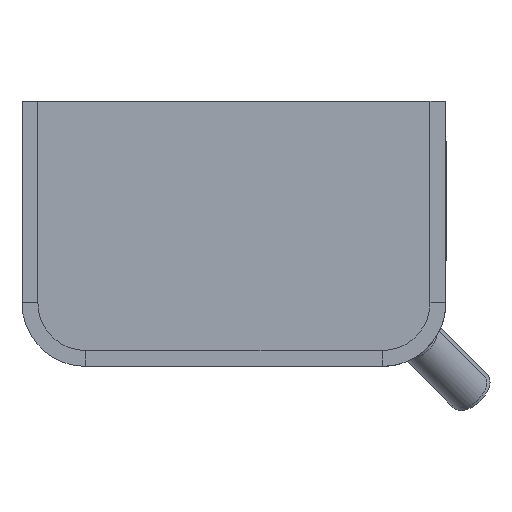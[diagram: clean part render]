
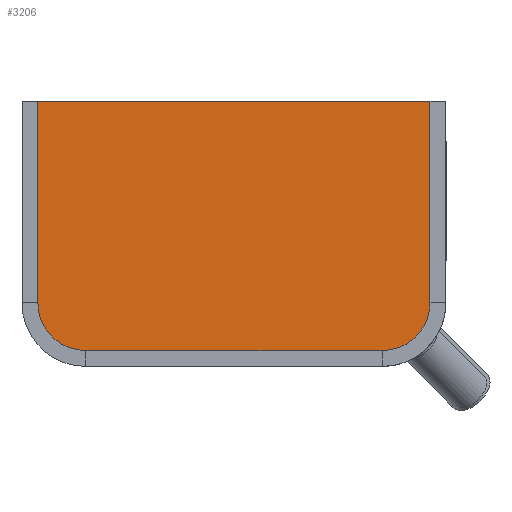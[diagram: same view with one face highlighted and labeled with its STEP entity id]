
A CAD part, left-side view. The second image highlights one B-rep face of the part: STEP entity #3206.
In plain terms, the highlighted planar face has unit normal (-1, 0, 0).
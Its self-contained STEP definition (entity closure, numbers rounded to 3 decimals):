
#275=LINE($,#5712,#513);
#278=LINE($,#5718,#516);
#279=LINE($,#5722,#517);
#280=LINE($,#5725,#518);
#513=VECTOR($,#4222,74.);
#516=VECTOR($,#4227,38.);
#517=VECTOR($,#4230,56.);
#518=VECTOR($,#4233,38.);
#673=PLANE($,#3486);
#941=FACE_OUTER_BOUND($,#1191,.T.);
#1191=EDGE_LOOP($,(#2654,#2655,#2656,#2657,#2658,#2659));
#1341=CIRCLE($,#3487,9.);
#1342=CIRCLE($,#3488,9.);
#1611=VERTEX_POINT($,#5709);
#1612=VERTEX_POINT($,#5711);
#1614=VERTEX_POINT($,#5717);
#1615=VERTEX_POINT($,#5719);
#1616=VERTEX_POINT($,#5721);
#1617=VERTEX_POINT($,#5723);
#1979=EDGE_CURVE($,#1612,#1611,#275,.T.);
#1982=EDGE_CURVE($,#1614,#1611,#278,.T.);
#1983=EDGE_CURVE($,#1615,#1614,#1341,.T.);
#1984=EDGE_CURVE($,#1616,#1615,#279,.T.);
#1985=EDGE_CURVE($,#1617,#1616,#1342,.T.);
#1986=EDGE_CURVE($,#1612,#1617,#280,.T.);
#2654=ORIENTED_EDGE($,*,*,#1979,.T.);
#2655=ORIENTED_EDGE($,*,*,#1982,.F.);
#2656=ORIENTED_EDGE($,*,*,#1983,.F.);
#2657=ORIENTED_EDGE($,*,*,#1984,.F.);
#2658=ORIENTED_EDGE($,*,*,#1985,.F.);
#2659=ORIENTED_EDGE($,*,*,#1986,.F.);
#3206=ADVANCED_FACE($,(#941),#673,.T.);
#3486=AXIS2_PLACEMENT_3D($,#5716,#4225,#4226);
#3487=AXIS2_PLACEMENT_3D($,#5720,#4228,#4229);
#3488=AXIS2_PLACEMENT_3D($,#5724,#4231,#4232);
#4222=DIRECTION($,(0.,1.,0.));
#4225=DIRECTION('center_axis',(-1.,0.,0.));
#4226=DIRECTION('ref_axis',(0.,1.,0.));
#4227=DIRECTION($,(0.,0.,1.));
#4228=DIRECTION('center_axis',(1.,0.,0.));
#4229=DIRECTION('ref_axis',(0.,0.707,-0.707));
#4230=DIRECTION($,(0.,1.,0.));
#4231=DIRECTION('center_axis',(1.,0.,0.));
#4232=DIRECTION('ref_axis',(0.,-0.707,-0.707));
#4233=DIRECTION($,(0.,0.,-1.));
#5709=CARTESIAN_POINT('',(-350.,37.,50.));
#5711=CARTESIAN_POINT('',(-350.,-37.,50.));
#5712=CARTESIAN_POINT($,(-350.,0.,50.));
#5716=CARTESIAN_POINT('Origin',(-350.,0.,27.));
#5717=CARTESIAN_POINT('',(-350.,37.,12.));
#5718=CARTESIAN_POINT($,(-350.,37.,51.));
#5719=CARTESIAN_POINT('',(-350.,28.,3.));
#5720=CARTESIAN_POINT('Origin',(-350.,28.,12.));
#5721=CARTESIAN_POINT('',(-350.,-28.,3.));
#5722=CARTESIAN_POINT($,(-350.,37.,3.));
#5723=CARTESIAN_POINT('',(-350.,-37.,12.));
#5724=CARTESIAN_POINT('Origin',(-350.,-28.,12.));
#5725=CARTESIAN_POINT($,(-350.,-37.,3.));
